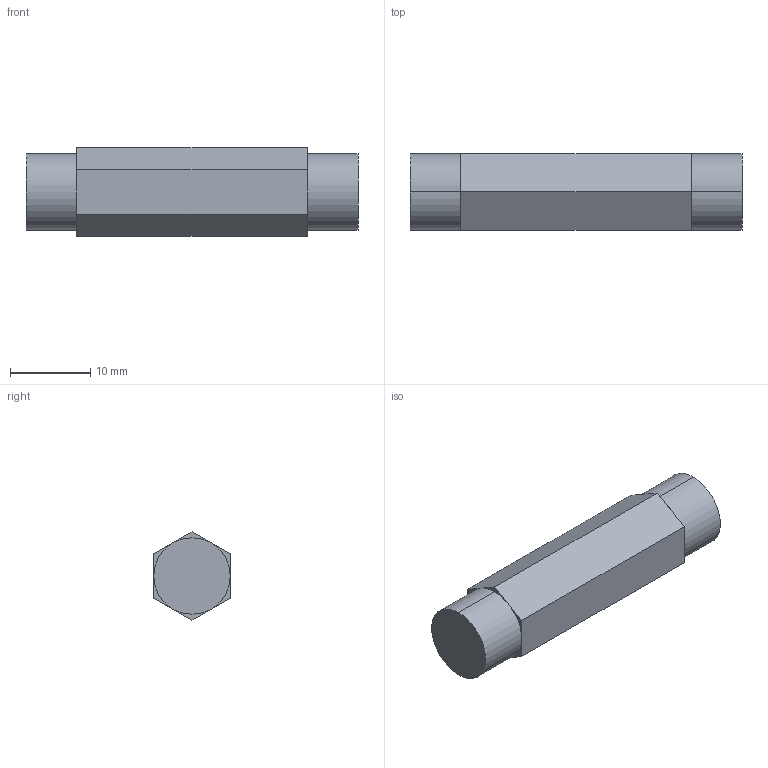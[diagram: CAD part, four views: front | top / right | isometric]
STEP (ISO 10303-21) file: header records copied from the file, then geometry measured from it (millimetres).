
FILE_DESCRIPTION (( 'STEP AP214' ), '1' );
FILE_NAME ('am-3814 2 Stage EVO Slim Cluster Shaft.STEP', '2017-11-09T01:12:29', ( '' ), ( '' ), 'SwSTEP 2.0', 'SolidWorks 2017', '' );
FILE_SCHEMA (( 'AUTOMOTIVE_DESIGN' ));
Length unit declared in the file: inch
Products named in the file (2): am-3814 2 Stage EVO Slim Cluster Shaft
Bounding box: 41.4 x 9.53 x 11 mm (x, y, z)
Volume: 3160.1 mm3; surface area: 1484.2 mm2
Topology: 1 solids, 1 shells, 24 faces, 54 edges, 32 vertices
Faces by surface type: plane 20, cylinder 4
Entity records: 717 total; most frequent: DIRECTION 126, CARTESIAN_POINT 112, ORIENTED_EDGE 108, EDGE_CURVE 54, AXIS2_PLACEMENT_3D 46, LINE 34, VECTOR 34, VERTEX_POINT 32
